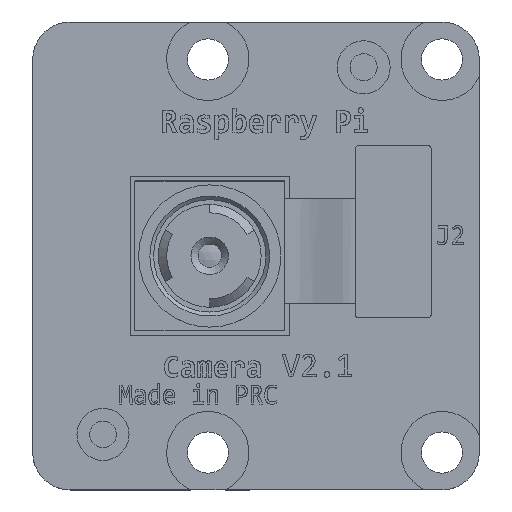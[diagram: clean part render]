
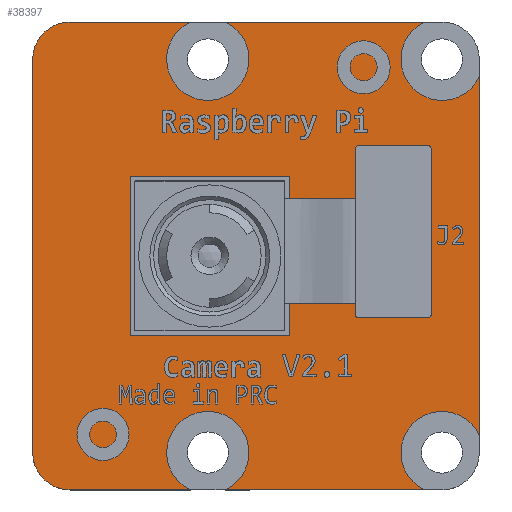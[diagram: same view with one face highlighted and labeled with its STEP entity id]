
A CAD part, top view. The second image highlights one B-rep face of the part: STEP entity #38397.
In plain terms, the highlighted planar face has unit normal (0, 0, 1).
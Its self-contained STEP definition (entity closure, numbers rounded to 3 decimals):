
#4122=PLANE('',#40813);
#5325=FACE_OUTER_BOUND('',#7250,.T.);
#7250=EDGE_LOOP('',(#28383,#28384,#28385,#28386,#28387,#28388,#28389,#28390,
#28391,#28392,#28393,#28394));
#9419=CIRCLE('',#40792,2.2);
#9423=CIRCLE('',#40798,2.2);
#9426=CIRCLE('',#40803,2.2);
#9431=CIRCLE('',#40811,2.2);
#9432=CIRCLE('',#40814,2.);
#9433=CIRCLE('',#40815,2.);
#10775=LINE('',#53871,#14474);
#10776=LINE('',#53873,#14475);
#10786=LINE('',#53892,#14485);
#10787=LINE('',#53893,#14486);
#10788=LINE('',#53895,#14487);
#10789=LINE('',#53899,#14488);
#14474=VECTOR('',#43959,10.);
#14475=VECTOR('',#43960,10.);
#14485=VECTOR('',#43972,10.);
#14486=VECTOR('',#43973,10.);
#14487=VECTOR('',#43974,10.);
#14488=VECTOR('',#43977,10.);
#18160=VERTEX_POINT('',#53812);
#18162=VERTEX_POINT('',#53816);
#18167=VERTEX_POINT('',#53829);
#18169=VERTEX_POINT('',#53833);
#18172=VERTEX_POINT('',#53842);
#18174=VERTEX_POINT('',#53846);
#18181=VERTEX_POINT('',#53865);
#18182=VERTEX_POINT('',#53867);
#18183=VERTEX_POINT('',#53872);
#18192=VERTEX_POINT('',#53894);
#18193=VERTEX_POINT('',#53896);
#18194=VERTEX_POINT('',#53898);
#22580=EDGE_CURVE('',#18160,#18162,#9419,.T.);
#22588=EDGE_CURVE('',#18167,#18169,#9423,.T.);
#22594=EDGE_CURVE('',#18172,#18174,#9426,.T.);
#22603=EDGE_CURVE('',#18182,#18181,#9431,.T.);
#22605=EDGE_CURVE('',#18169,#18160,#10775,.T.);
#22606=EDGE_CURVE('',#18183,#18167,#10776,.T.);
#22616=EDGE_CURVE('',#18162,#18182,#10786,.T.);
#22617=EDGE_CURVE('',#18181,#18172,#10787,.T.);
#22618=EDGE_CURVE('',#18174,#18192,#10788,.T.);
#22619=EDGE_CURVE('',#18192,#18193,#9432,.T.);
#22620=EDGE_CURVE('',#18193,#18194,#10789,.T.);
#22621=EDGE_CURVE('',#18194,#18183,#9433,.T.);
#28383=ORIENTED_EDGE('',*,*,#22580,.T.);
#28384=ORIENTED_EDGE('',*,*,#22616,.T.);
#28385=ORIENTED_EDGE('',*,*,#22603,.T.);
#28386=ORIENTED_EDGE('',*,*,#22617,.T.);
#28387=ORIENTED_EDGE('',*,*,#22594,.T.);
#28388=ORIENTED_EDGE('',*,*,#22618,.T.);
#28389=ORIENTED_EDGE('',*,*,#22619,.T.);
#28390=ORIENTED_EDGE('',*,*,#22620,.T.);
#28391=ORIENTED_EDGE('',*,*,#22621,.T.);
#28392=ORIENTED_EDGE('',*,*,#22606,.T.);
#28393=ORIENTED_EDGE('',*,*,#22588,.T.);
#28394=ORIENTED_EDGE('',*,*,#22605,.T.);
#38397=ADVANCED_FACE('',(#5325),#4122,.T.);
#40792=AXIS2_PLACEMENT_3D('',#53818,#43905,#43906);
#40798=AXIS2_PLACEMENT_3D('',#53835,#43921,#43922);
#40803=AXIS2_PLACEMENT_3D('',#53848,#43934,#43935);
#40811=AXIS2_PLACEMENT_3D('',#53868,#43954,#43955);
#40813=AXIS2_PLACEMENT_3D('',#53891,#43970,#43971);
#40814=AXIS2_PLACEMENT_3D('',#53897,#43975,#43976);
#40815=AXIS2_PLACEMENT_3D('',#53900,#43978,#43979);
#43905=DIRECTION('center_axis',(0.,0.,-1.));
#43906=DIRECTION('ref_axis',(-1.,0.,0.));
#43921=DIRECTION('center_axis',(0.,0.,-1.));
#43922=DIRECTION('ref_axis',(-1.,0.,0.));
#43934=DIRECTION('center_axis',(0.,0.,-1.));
#43935=DIRECTION('ref_axis',(-1.,0.,0.));
#43954=DIRECTION('center_axis',(0.,0.,-1.));
#43955=DIRECTION('ref_axis',(-1.,0.,0.));
#43959=DIRECTION('',(-1.,0.,0.));
#43960=DIRECTION('',(-1.,0.,0.));
#43970=DIRECTION('center_axis',(0.,0.,1.));
#43971=DIRECTION('ref_axis',(1.,0.,0.));
#43972=DIRECTION('',(0.,-1.,0.));
#43973=DIRECTION('',(1.,0.,0.));
#43974=DIRECTION('',(1.,0.,0.));
#43975=DIRECTION('center_axis',(0.,0.,1.));
#43976=DIRECTION('ref_axis',(0.,-1.,0.));
#43977=DIRECTION('',(0.,1.,0.));
#43978=DIRECTION('center_axis',(0.,0.,1.));
#43979=DIRECTION('ref_axis',(1.,0.,0.));
#53812=CARTESIAN_POINT('',(-8.839,12.386,1.));
#53816=CARTESIAN_POINT('',(-11.756,9.455,1.));
#53818=CARTESIAN_POINT('Origin',(-9.765,10.39,1.));
#53829=CARTESIAN_POINT('',(3.673,12.386,1.));
#53833=CARTESIAN_POINT('',(1.82,12.386,1.));
#53835=CARTESIAN_POINT('Origin',(2.747,10.39,1.));
#53842=CARTESIAN_POINT('',(1.808,-12.614,1.));
#53846=CARTESIAN_POINT('',(3.686,-12.614,1.));
#53848=CARTESIAN_POINT('Origin',(2.747,-10.625,1.));
#53865=CARTESIAN_POINT('',(-8.826,-12.614,1.));
#53867=CARTESIAN_POINT('',(-11.756,-9.689,1.));
#53868=CARTESIAN_POINT('Origin',(-9.765,-10.625,1.));
#53871=CARTESIAN_POINT('',(10.106,12.386,1.));
#53872=CARTESIAN_POINT('',(10.106,12.386,1.));
#53873=CARTESIAN_POINT('',(10.106,12.386,1.));
#53891=CARTESIAN_POINT('Origin',(0.175,-0.114,1.));
#53892=CARTESIAN_POINT('',(-11.756,10.386,1.));
#53893=CARTESIAN_POINT('',(-9.756,-12.614,1.));
#53894=CARTESIAN_POINT('',(10.106,-12.614,1.));
#53895=CARTESIAN_POINT('',(-9.756,-12.614,1.));
#53896=CARTESIAN_POINT('',(12.106,-10.614,1.));
#53897=CARTESIAN_POINT('Origin',(10.106,-10.614,1.));
#53898=CARTESIAN_POINT('',(12.106,10.386,1.));
#53899=CARTESIAN_POINT('',(12.106,-10.614,1.));
#53900=CARTESIAN_POINT('Origin',(10.106,10.386,1.));
